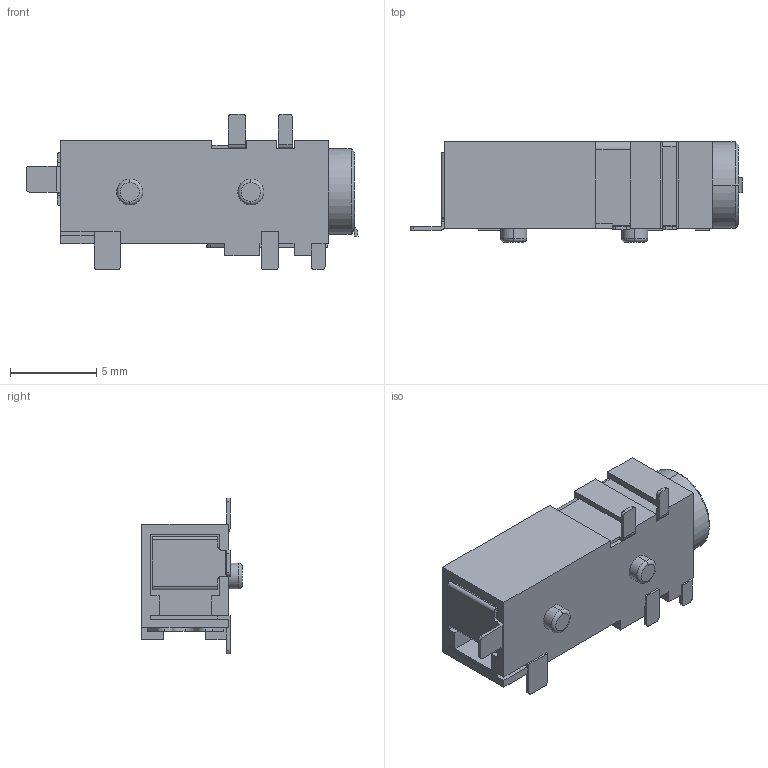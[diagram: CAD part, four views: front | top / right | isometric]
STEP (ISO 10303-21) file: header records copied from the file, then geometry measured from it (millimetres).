
FILE_DESCRIPTION(('STEP AP242'),'1');
FILE_NAME('sj-43516-smt-tr.stp','2019-01-02T19:58:09',('TraceParts'),('TraceParts S.A.'),'Spatial InterOp 3D',' ',' ');
FILE_SCHEMA(('AP242_MANAGED_MODEL_BASED_3D_ENGINEERING_MIM_LF {1 0 10303 442 1 1 4}'));
Length unit declared in the file: millimetre
Products named in the file (1): sj-43516-smt-tr
Bounding box: 19.2 x 5.8 x 9 mm (x, y, z)
Volume: 452.1 mm3; surface area: 628.2 mm2
Topology: 1 solids, 1 shells, 225 faces, 638 edges, 416 vertices
Faces by surface type: plane 168, cylinder 49, cone 4, torus 4
Entity records: 9071 total; most frequent: CARTESIAN_POINT 1298, ORIENTED_EDGE 1276, DIRECTION 1202, EDGE_CURVE 638, LINE 518, VECTOR 518, VERTEX_POINT 416, AXIS2_PLACEMENT_3D 342
